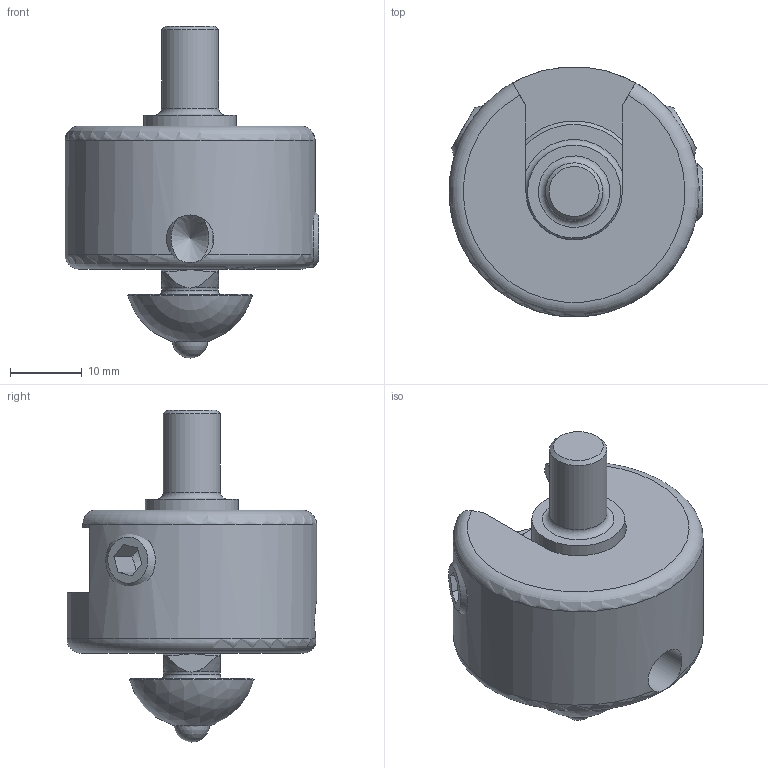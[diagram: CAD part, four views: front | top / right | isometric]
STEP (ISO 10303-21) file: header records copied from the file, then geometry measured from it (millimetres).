
FILE_DESCRIPTION((''),'2;1');
FILE_NAME('SZ0602S_A.stp','2013-08-26T10:19:57',('janine behrens'),(''),'Autodesk Inventor 2012','Autodesk Inventor 2012','');
FILE_SCHEMA(('AUTOMOTIVE_DESIGN { 1 0 10303 214 1 1 1 1 }'));
Length unit declared in the file: millimetre
Products named in the file (9): SZ0602S_A; ME0600008_A; ME1806000_A; DIN 913 M8 x 8; ME1619209_A; ME1619201_A; MK2402100_A; MK5100000_A; DIN 914 M8 x 16
Assembly tree (9 placements, depth 3):
  SZ0602S_A
    ME0600008_A
    ME1806000_A
    DIN 913 M8 x 8  x2
    ME1619209_A
      ME1619201_A
      MK2402100_A
      MK5100000_A
    DIN 914 M8 x 16
Bounding box: 35.47 x 34.96 x 46.43 mm (x, y, z)
Volume: 17086.8 mm3; surface area: 9572.7 mm2
Topology: 8 solids, 8 shells, 121 faces, 306 edges, 194 vertices
Faces by surface type: plane 61, cylinder 26, cone 24, torus 7, sphere 2, bspline 1
Full cylindrical faces by diameter (mm): 5.1 x1, 6 x1, 6.647 x6, 7.5 x1, 7.9 x1, 8 x6, 13 x1, 19.8 x1, 35 x1
Entity records: 4185 total; most frequent: CARTESIAN_POINT 1637, DIRECTION 490, ORIENTED_EDGE 428, EDGE_CURVE 214, AXIS2_PLACEMENT_3D 202, VERTEX_POINT 156, EDGE_LOOP 154, FACE_OUTER_BOUND 108
